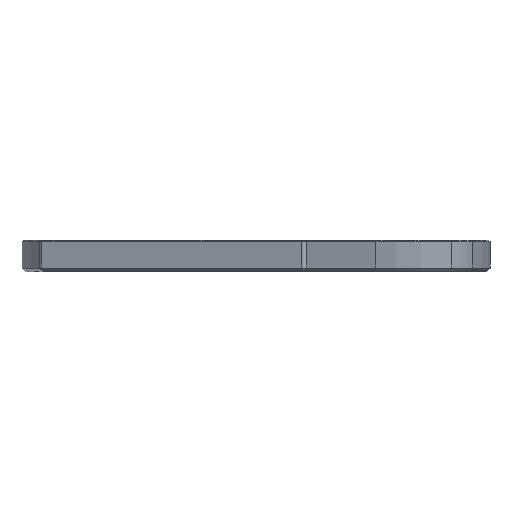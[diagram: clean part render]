
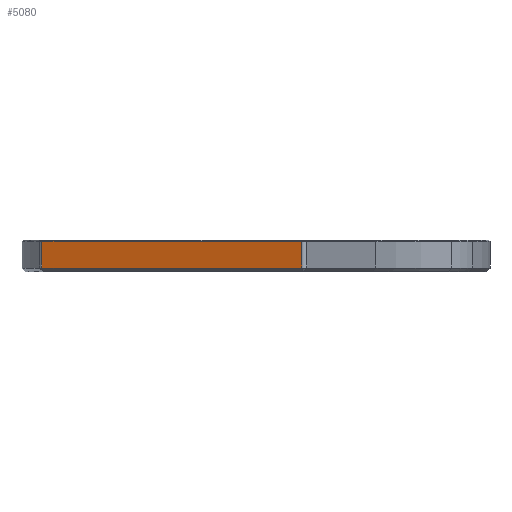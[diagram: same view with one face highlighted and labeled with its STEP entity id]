
A CAD part, left-side view. The second image highlights one B-rep face of the part: STEP entity #5080.
In plain terms, the highlighted planar face has unit normal (-0.94, 0.342, 0).
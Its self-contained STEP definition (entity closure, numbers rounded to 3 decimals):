
#666=FACE_OUTER_BOUND('',#991,.T.);
#991=EDGE_LOOP('',(#3495,#3496,#3497,#3498));
#1361=LINE('',#7922,#1752);
#1382=LINE('',#7986,#1773);
#1383=LINE('',#7990,#1774);
#1384=LINE('',#7991,#1775);
#1752=VECTOR('',#6152,10.);
#1773=VECTOR('',#6221,10.);
#1774=VECTOR('',#6226,1.5);
#1775=VECTOR('',#6227,10.);
#2151=VERTEX_POINT('',#7919);
#2152=VERTEX_POINT('',#7921);
#2171=VERTEX_POINT('',#7985);
#2172=VERTEX_POINT('',#7989);
#2655=EDGE_CURVE('',#2151,#2152,#1361,.T.);
#2688=EDGE_CURVE('',#2152,#2171,#1382,.T.);
#2690=EDGE_CURVE('',#2151,#2172,#1383,.T.);
#2691=EDGE_CURVE('',#2171,#2172,#1384,.T.);
#3495=ORIENTED_EDGE('',*,*,#2655,.F.);
#3496=ORIENTED_EDGE('',*,*,#2690,.T.);
#3497=ORIENTED_EDGE('',*,*,#2691,.F.);
#3498=ORIENTED_EDGE('',*,*,#2688,.F.);
#4934=PLANE('',#5448);
#5080=ADVANCED_FACE('',(#666),#4934,.F.);
#5448=AXIS2_PLACEMENT_3D('',#7988,#6224,#6225);
#6152=DIRECTION('',(0.342,0.94,0.));
#6221=DIRECTION('',(0.,0.,1.));
#6224=DIRECTION('center_axis',(0.94,-0.342,0.));
#6225=DIRECTION('ref_axis',(-0.342,-0.94,0.));
#6226=DIRECTION('',(0.,0.,1.));
#6227=DIRECTION('',(-0.342,-0.94,0.));
#7919=CARTESIAN_POINT('',(6.431,-117.403,1.402));
#7921=CARTESIAN_POINT('',(42.701,-17.754,1.402));
#7922=CARTESIAN_POINT('',(36.74,-34.132,1.402));
#7985=CARTESIAN_POINT('',(42.701,-17.754,11.662));
#7986=CARTESIAN_POINT('',(42.701,-17.754,1.902));
#7988=CARTESIAN_POINT('Origin',(41.266,-21.697,1.902));
#7989=CARTESIAN_POINT('',(6.431,-117.403,11.662));
#7990=CARTESIAN_POINT('',(6.431,-117.403,1.902));
#7991=CARTESIAN_POINT('',(36.464,-34.89,11.662));
